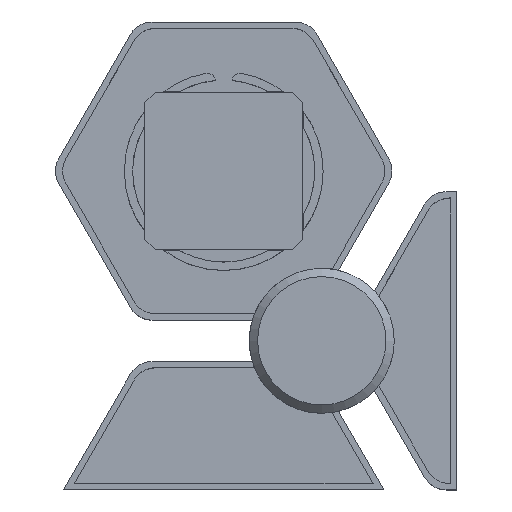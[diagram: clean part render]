
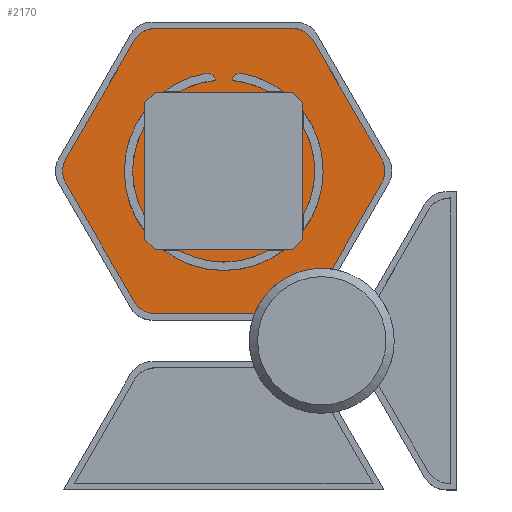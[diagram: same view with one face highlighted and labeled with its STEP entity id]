
A CAD part, top view. The second image highlights one B-rep face of the part: STEP entity #2170.
In plain terms, the highlighted planar face has unit normal (0, 0, 1).
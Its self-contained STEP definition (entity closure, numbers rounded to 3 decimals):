
#54=FACE_BOUND('',#276,.T.);
#55=FACE_BOUND('',#277,.T.);
#60=PLANE('',#2361);
#150=FACE_OUTER_BOUND('',#275,.T.);
#275=EDGE_LOOP('',(#1496,#1497,#1498,#1499,#1500,#1501,#1502,#1503,#1504,
#1505,#1506,#1507));
#276=EDGE_LOOP('',(#1508,#1509,#1510,#1511));
#277=EDGE_LOOP('',(#1512));
#403=LINE('',#3298,#627);
#404=LINE('',#3302,#628);
#405=LINE('',#3306,#629);
#406=LINE('',#3310,#630);
#407=LINE('',#3314,#631);
#408=LINE('',#3317,#632);
#627=VECTOR('',#2610,10.);
#628=VECTOR('',#2613,10.);
#629=VECTOR('',#2616,10.);
#630=VECTOR('',#2619,10.);
#631=VECTOR('',#2622,10.);
#632=VECTOR('',#2625,10.);
#852=CIRCLE('',#2359,16.);
#853=CIRCLE('',#2362,6.);
#854=CIRCLE('',#2363,6.);
#855=CIRCLE('',#2364,6.);
#856=CIRCLE('',#2365,6.);
#857=CIRCLE('',#2366,6.);
#858=CIRCLE('',#2367,6.);
#859=CIRCLE('',#2368,22.);
#860=CIRCLE('',#2369,2.);
#861=CIRCLE('',#2370,24.);
#862=CIRCLE('',#2371,2.);
#951=VERTEX_POINT('',#3289);
#952=VERTEX_POINT('',#3294);
#953=VERTEX_POINT('',#3295);
#954=VERTEX_POINT('',#3297);
#955=VERTEX_POINT('',#3299);
#956=VERTEX_POINT('',#3301);
#957=VERTEX_POINT('',#3303);
#958=VERTEX_POINT('',#3305);
#959=VERTEX_POINT('',#3307);
#960=VERTEX_POINT('',#3309);
#961=VERTEX_POINT('',#3311);
#962=VERTEX_POINT('',#3313);
#963=VERTEX_POINT('',#3315);
#964=VERTEX_POINT('',#3318);
#965=VERTEX_POINT('',#3319);
#966=VERTEX_POINT('',#3321);
#967=VERTEX_POINT('',#3323);
#1168=EDGE_CURVE('',#951,#951,#852,.T.);
#1169=EDGE_CURVE('',#952,#953,#853,.T.);
#1170=EDGE_CURVE('',#953,#954,#403,.T.);
#1171=EDGE_CURVE('',#954,#955,#854,.T.);
#1172=EDGE_CURVE('',#955,#956,#404,.T.);
#1173=EDGE_CURVE('',#956,#957,#855,.T.);
#1174=EDGE_CURVE('',#957,#958,#405,.T.);
#1175=EDGE_CURVE('',#958,#959,#856,.T.);
#1176=EDGE_CURVE('',#959,#960,#406,.T.);
#1177=EDGE_CURVE('',#960,#961,#857,.T.);
#1178=EDGE_CURVE('',#961,#962,#407,.T.);
#1179=EDGE_CURVE('',#962,#963,#858,.T.);
#1180=EDGE_CURVE('',#963,#952,#408,.T.);
#1181=EDGE_CURVE('',#964,#965,#859,.T.);
#1182=EDGE_CURVE('',#965,#966,#860,.T.);
#1183=EDGE_CURVE('',#966,#967,#861,.T.);
#1184=EDGE_CURVE('',#967,#964,#862,.T.);
#1496=ORIENTED_EDGE('',*,*,#1169,.T.);
#1497=ORIENTED_EDGE('',*,*,#1170,.T.);
#1498=ORIENTED_EDGE('',*,*,#1171,.T.);
#1499=ORIENTED_EDGE('',*,*,#1172,.T.);
#1500=ORIENTED_EDGE('',*,*,#1173,.T.);
#1501=ORIENTED_EDGE('',*,*,#1174,.T.);
#1502=ORIENTED_EDGE('',*,*,#1175,.T.);
#1503=ORIENTED_EDGE('',*,*,#1176,.T.);
#1504=ORIENTED_EDGE('',*,*,#1177,.T.);
#1505=ORIENTED_EDGE('',*,*,#1178,.T.);
#1506=ORIENTED_EDGE('',*,*,#1179,.T.);
#1507=ORIENTED_EDGE('',*,*,#1180,.T.);
#1508=ORIENTED_EDGE('',*,*,#1181,.T.);
#1509=ORIENTED_EDGE('',*,*,#1182,.T.);
#1510=ORIENTED_EDGE('',*,*,#1183,.T.);
#1511=ORIENTED_EDGE('',*,*,#1184,.T.);
#1512=ORIENTED_EDGE('',*,*,#1168,.T.);
#2170=ADVANCED_FACE('',(#150,#54,#55),#60,.T.);
#2359=AXIS2_PLACEMENT_3D('',#3291,#2602,#2603);
#2361=AXIS2_PLACEMENT_3D('',#3293,#2606,#2607);
#2362=AXIS2_PLACEMENT_3D('',#3296,#2608,#2609);
#2363=AXIS2_PLACEMENT_3D('',#3300,#2611,#2612);
#2364=AXIS2_PLACEMENT_3D('',#3304,#2614,#2615);
#2365=AXIS2_PLACEMENT_3D('',#3308,#2617,#2618);
#2366=AXIS2_PLACEMENT_3D('',#3312,#2620,#2621);
#2367=AXIS2_PLACEMENT_3D('',#3316,#2623,#2624);
#2368=AXIS2_PLACEMENT_3D('',#3320,#2626,#2627);
#2369=AXIS2_PLACEMENT_3D('',#3322,#2628,#2629);
#2370=AXIS2_PLACEMENT_3D('',#3324,#2630,#2631);
#2371=AXIS2_PLACEMENT_3D('',#3325,#2632,#2633);
#2602=DIRECTION('center_axis',(0.,0.,-1.));
#2603=DIRECTION('ref_axis',(1.,0.,0.));
#2606=DIRECTION('center_axis',(0.,0.,1.));
#2607=DIRECTION('ref_axis',(1.,0.,0.));
#2608=DIRECTION('center_axis',(0.,0.,1.));
#2609=DIRECTION('ref_axis',(1.,0.,0.));
#2610=DIRECTION('',(-0.5,0.866,0.));
#2611=DIRECTION('center_axis',(0.,0.,1.));
#2612=DIRECTION('ref_axis',(0.5,0.866,0.));
#2613=DIRECTION('',(-1.,0.,0.));
#2614=DIRECTION('center_axis',(0.,0.,1.));
#2615=DIRECTION('ref_axis',(-0.5,0.866,0.));
#2616=DIRECTION('',(-0.5,-0.866,0.));
#2617=DIRECTION('center_axis',(0.,0.,1.));
#2618=DIRECTION('ref_axis',(-1.,0.,0.));
#2619=DIRECTION('',(0.5,-0.866,0.));
#2620=DIRECTION('center_axis',(0.,0.,1.));
#2621=DIRECTION('ref_axis',(-0.5,-0.866,0.));
#2622=DIRECTION('',(1.,0.,0.));
#2623=DIRECTION('center_axis',(0.,0.,1.));
#2624=DIRECTION('ref_axis',(0.5,-0.866,0.));
#2625=DIRECTION('',(0.5,0.866,0.));
#2626=DIRECTION('center_axis',(0.,0.,1.));
#2627=DIRECTION('ref_axis',(1.,0.,0.));
#2628=DIRECTION('center_axis',(0.,0.,-1.));
#2629=DIRECTION('ref_axis',(0.181,0.983,0.));
#2630=DIRECTION('center_axis',(0.,0.,-1.));
#2631=DIRECTION('ref_axis',(1.,0.,0.));
#2632=DIRECTION('center_axis',(0.,0.,-1.));
#2633=DIRECTION('ref_axis',(-0.181,0.983,0.));
#3289=CARTESIAN_POINT('',(-16.,0.,0.));
#3291=CARTESIAN_POINT('Origin',(0.,0.,0.));
#3293=CARTESIAN_POINT('Origin',(0.,0.,
0.));
#3294=CARTESIAN_POINT('',(38.105,-3.,0.));
#3295=CARTESIAN_POINT('',(38.105,3.,0.));
#3296=CARTESIAN_POINT('Origin',(32.909,0.,
0.));
#3297=CARTESIAN_POINT('',(21.651,31.5,0.));
#3298=CARTESIAN_POINT('',(24.898,25.875,0.));
#3299=CARTESIAN_POINT('',(16.454,34.5,0.));
#3300=CARTESIAN_POINT('Origin',(16.454,28.5,0.));
#3301=CARTESIAN_POINT('',(-16.454,34.5,0.));
#3302=CARTESIAN_POINT('',(-9.959,34.5,0.));
#3303=CARTESIAN_POINT('',(-21.651,31.5,0.));
#3304=CARTESIAN_POINT('Origin',(-16.454,28.5,0.));
#3305=CARTESIAN_POINT('',(-38.105,3.,0.));
#3306=CARTESIAN_POINT('',(-34.858,8.625,0.));
#3307=CARTESIAN_POINT('',(-38.105,-3.,0.));
#3308=CARTESIAN_POINT('Origin',(-32.909,0.,
0.));
#3309=CARTESIAN_POINT('',(-21.651,-31.5,0.));
#3310=CARTESIAN_POINT('',(-24.898,-25.875,0.));
#3311=CARTESIAN_POINT('',(-16.454,-34.5,0.));
#3312=CARTESIAN_POINT('Origin',(-16.454,-28.5,0.));
#3313=CARTESIAN_POINT('',(16.454,-34.5,0.));
#3314=CARTESIAN_POINT('',(9.959,-34.5,0.));
#3315=CARTESIAN_POINT('',(21.651,-31.5,0.));
#3316=CARTESIAN_POINT('Origin',(16.454,-28.5,0.));
#3317=CARTESIAN_POINT('',(34.858,-8.625,0.));
#3318=CARTESIAN_POINT('',(-2.,21.909,0.));
#3319=CARTESIAN_POINT('',(2.,21.909,0.));
#3320=CARTESIAN_POINT('Origin',(0.,0.,0.));
#3321=CARTESIAN_POINT('',(4.343,23.604,0.));
#3322=CARTESIAN_POINT('Origin',(3.981,21.637,0.));
#3323=CARTESIAN_POINT('',(-4.343,23.604,0.));
#3324=CARTESIAN_POINT('Origin',(0.,0.,0.));
#3325=CARTESIAN_POINT('Origin',(-3.981,21.637,0.));
